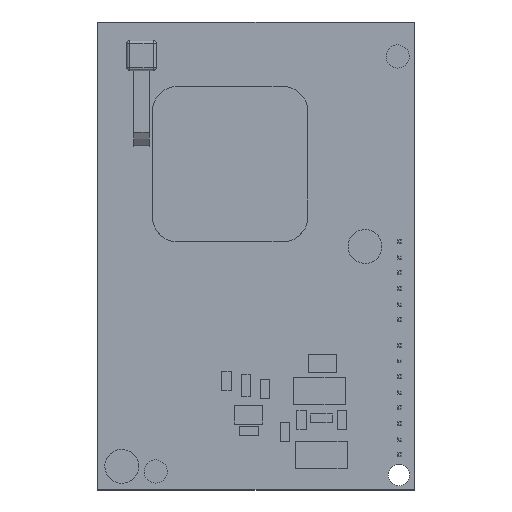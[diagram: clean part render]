
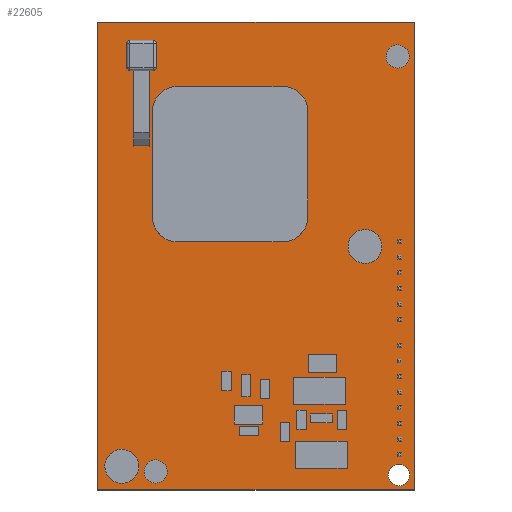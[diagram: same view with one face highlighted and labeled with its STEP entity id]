
A CAD part, top view. The second image highlights one B-rep face of the part: STEP entity #22605.
In plain terms, the highlighted planar face has unit normal (0, 0, 1).
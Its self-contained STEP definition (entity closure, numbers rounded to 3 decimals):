
#1281=FACE_BOUND('',#3641,.T.);
#1362=PLANE('',#24330);
#2448=FACE_OUTER_BOUND('',#3640,.T.);
#3640=EDGE_LOOP('',(#16215,#16216,#16217,#16218));
#3641=EDGE_LOOP('',(#16219));
#4908=LINE('',#31783,#7833);
#4911=LINE('',#31789,#7836);
#4914=LINE('',#31795,#7839);
#4916=LINE('',#31798,#7841);
#7833=VECTOR('',#25844,76.);
#7836=VECTOR('',#25849,51.4);
#7839=VECTOR('',#25854,76.);
#7841=VECTOR('',#25858,51.4);
#10754=CIRCLE('',#24324,1.75);
#10980=VERTEX_POINT('',#31770);
#10982=VERTEX_POINT('',#31776);
#10985=VERTEX_POINT('',#31781);
#10987=VERTEX_POINT('',#31787);
#10989=VERTEX_POINT('',#31793);
#13044=EDGE_CURVE('',#10980,#10980,#10754,.T.);
#13050=EDGE_CURVE('',#10982,#10985,#4908,.T.);
#13053=EDGE_CURVE('',#10985,#10987,#4911,.T.);
#13056=EDGE_CURVE('',#10987,#10989,#4914,.T.);
#13058=EDGE_CURVE('',#10989,#10982,#4916,.T.);
#16215=ORIENTED_EDGE('',*,*,#13058,.T.);
#16216=ORIENTED_EDGE('',*,*,#13050,.T.);
#16217=ORIENTED_EDGE('',*,*,#13053,.T.);
#16218=ORIENTED_EDGE('',*,*,#13056,.T.);
#16219=ORIENTED_EDGE('',*,*,#13044,.T.);
#22605=ADVANCED_FACE('',(#2448,#1281),#1362,.T.);
#24324=AXIS2_PLACEMENT_3D('',#31771,#25834,#25835);
#24330=AXIS2_PLACEMENT_3D('',#31799,#25859,#25860);
#25834=DIRECTION('center_axis',(0.,0.,-1.));
#25835=DIRECTION('ref_axis',(-0.996,-0.087,0.));
#25844=DIRECTION('',(0.,-1.,0.));
#25849=DIRECTION('',(1.,0.,0.));
#25854=DIRECTION('',(0.,1.,0.));
#25858=DIRECTION('',(-1.,0.,0.));
#25859=DIRECTION('center_axis',(0.,0.,1.));
#25860=DIRECTION('ref_axis',(1.,0.,0.));
#31770=CARTESIAN_POINT('',(50.643,-73.397,14.6));
#31771=CARTESIAN_POINT('Origin',(48.9,-73.55,14.6));
#31776=CARTESIAN_POINT('',(0.,0.,14.6));
#31781=CARTESIAN_POINT('',(0.,-76.,14.6));
#31783=CARTESIAN_POINT('',(0.,0.,14.6));
#31787=CARTESIAN_POINT('',(51.4,-76.,14.6));
#31789=CARTESIAN_POINT('',(0.,-76.,14.6));
#31793=CARTESIAN_POINT('',(51.4,0.,14.6));
#31795=CARTESIAN_POINT('',(51.4,-76.,14.6));
#31798=CARTESIAN_POINT('',(51.4,0.,14.6));
#31799=CARTESIAN_POINT('Origin',(-3.8,-79.8,14.6));
